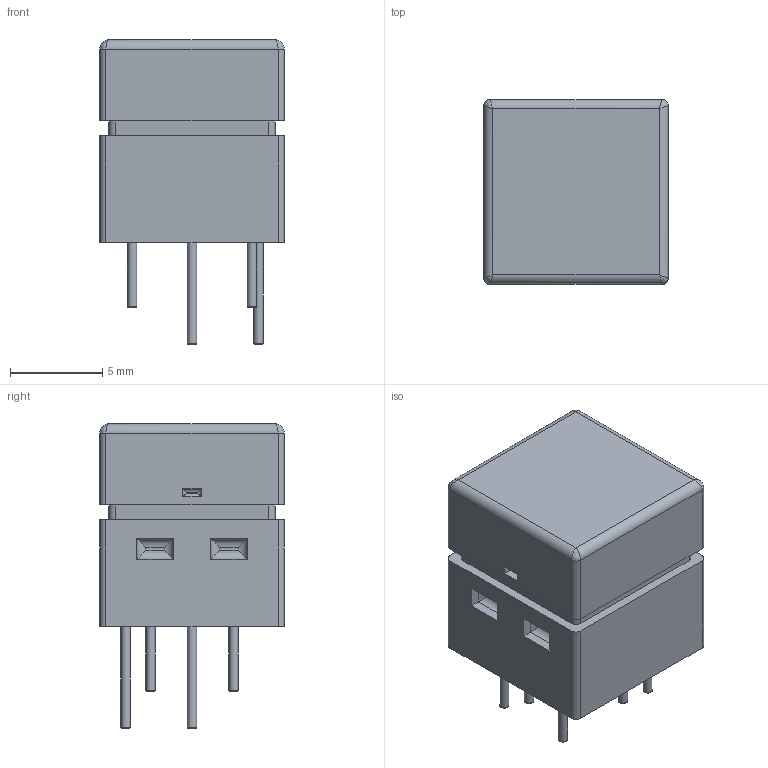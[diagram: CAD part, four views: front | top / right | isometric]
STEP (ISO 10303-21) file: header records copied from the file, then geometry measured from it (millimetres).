
FILE_DESCRIPTION(/* description */ (''),/* implementation_level */ '2;1');
FILE_NAME(/* name */ 'Tactile-Omrom-B3W-900X-X1X.step',/* time_stamp */ '2023-10-29T20:38:21+01:00',/* author */ (''),/* organization */ (''),/* preprocessor_version */ 'ST-DEVELOPER v20',/* originating_system */ 'Autodesk Translation Framework v12.14.0.127',/* authorisation */ '');
FILE_SCHEMA (('AUTOMOTIVE_DESIGN { 1 0 10303 214 3 1 1 }'));
Length unit declared in the file: millimetre
Products named in the file (4): Tactile-Omrom-B3W-900X-X1X; Body; Cap; Leads
Assembly tree (3 placements, depth 2):
  Tactile-Omrom-B3W-900X-X1X
    Body
    Cap
    Leads
Bounding box: 10 x 10 x 16.5 mm (x, y, z)
Volume: 1077.6 mm3; surface area: 887.5 mm2
Topology: 8 solids, 8 shells, 115 faces, 244 edges, 148 vertices
Faces by surface type: plane 59, cylinder 46, torus 6, bspline 4
Full cylindrical faces by diameter (mm): 0.5 x6
Entity records: 3260 total; most frequent: CARTESIAN_POINT 607, DIRECTION 564, ORIENTED_EDGE 480, EDGE_CURVE 240, AXIS2_PLACEMENT_3D 205, LINE 154, VECTOR 154, VERTEX_POINT 148
